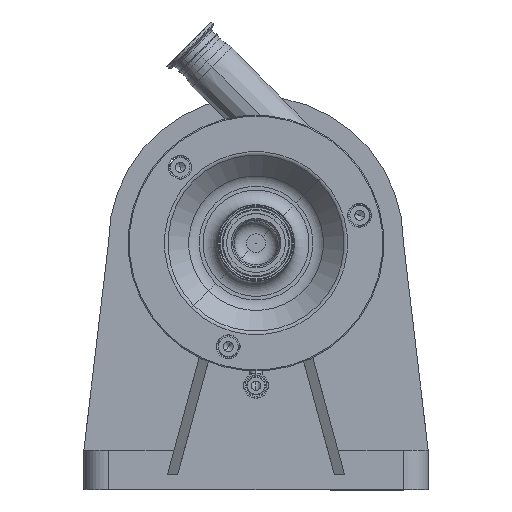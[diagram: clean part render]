
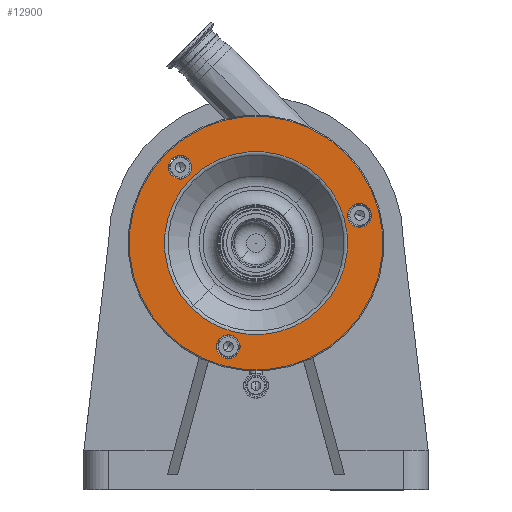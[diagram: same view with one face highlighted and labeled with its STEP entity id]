
A CAD part, top view. The second image highlights one B-rep face of the part: STEP entity #12900.
In plain terms, the highlighted planar face has unit normal (0, 0, 1).
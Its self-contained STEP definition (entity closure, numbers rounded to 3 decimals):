
#69 = AXIS2_PLACEMENT_3D ( 'NONE', #3419, #7899, #13831 ) ;
#224 = VERTEX_POINT ( 'NONE', #17565 ) ;
#261 = CIRCLE ( 'NONE', #17029, 12. ) ;
#413 = EDGE_CURVE ( 'NONE', #17776, #11095, #8141, .T. ) ;
#743 = CARTESIAN_POINT ( 'NONE',  ( 105.286, 278.211, 93.5 ) ) ;
#988 = EDGE_CURVE ( 'NONE', #8610, #14355, #9106, .T. ) ;
#1187 = CARTESIAN_POINT ( 'NONE',  ( -91.217, 341.217, 93.5 ) ) ;
#1908 = EDGE_CURVE ( 'NONE', #9914, #17242, #9157, .T. ) ;
#1975 = ORIENTED_EDGE ( 'NONE', *, *, #11887, .T. ) ;
#2276 = DIRECTION ( 'NONE',  ( 0., 0., -1. ) ) ;
#2497 = AXIS2_PLACEMENT_3D ( 'NONE', #1187, #2276, #8195 ) ;
#2759 = EDGE_LOOP ( 'NONE', ( #8914, #16278 ) ) ;
#2794 = CARTESIAN_POINT ( 'NONE',  ( 0., 250., 93.5 ) ) ;
#3173 = VERTEX_POINT ( 'NONE', #12021 ) ;
#3383 = DIRECTION ( 'NONE',  ( -0.707, -0.707, 0. ) ) ;
#3419 = CARTESIAN_POINT ( 'NONE',  ( -28.211, 144.714, 93.5 ) ) ;
#3603 = CARTESIAN_POINT ( 'NONE',  ( 113.771, 286.697, 93.5 ) ) ;
#3752 = ORIENTED_EDGE ( 'NONE', *, *, #14072, .T. ) ;
#3770 = AXIS2_PLACEMENT_3D ( 'NONE', #17107, #9731, #15650 ) ;
#3796 = CIRCLE ( 'NONE', #69, 12. ) ;
#3836 = EDGE_CURVE ( 'NONE', #3173, #224, #15368, .T. ) ;
#4043 = ORIENTED_EDGE ( 'NONE', *, *, #3836, .T. ) ;
#4120 = CARTESIAN_POINT ( 'NONE',  ( -28.211, 144.714, 93.5 ) ) ;
#4257 = DIRECTION ( 'NONE',  ( 0., 0., -1. ) ) ;
#4521 = CARTESIAN_POINT ( 'NONE',  ( -19.726, 153.199, 93.5 ) ) ;
#4929 = ORIENTED_EDGE ( 'NONE', *, *, #16101, .T. ) ;
#4989 = ORIENTED_EDGE ( 'NONE', *, *, #988, .T. ) ;
#6084 = EDGE_CURVE ( 'NONE', #17242, #9914, #261, .T. ) ;
#6605 = CARTESIAN_POINT ( 'NONE',  ( -77.075, 327.075, 93.5 ) ) ;
#6964 = CIRCLE ( 'NONE', #17200, 12. ) ;
#7033 = FACE_BOUND ( 'NONE', #7743, .T. ) ;
#7292 = CARTESIAN_POINT ( 'NONE',  ( 91.217, 341.217, 93.5 ) ) ;
#7660 = EDGE_LOOP ( 'NONE', ( #12982, #12836 ) ) ;
#7743 = EDGE_LOOP ( 'NONE', ( #3752, #4929 ) ) ;
#7899 = DIRECTION ( 'NONE',  ( 0., 0., -1. ) ) ;
#7926 = DIRECTION ( 'NONE',  ( 0., 0., -1. ) ) ;
#8007 = DIRECTION ( 'NONE',  ( 0., 0., -1. ) ) ;
#8141 = CIRCLE ( 'NONE', #16214, 129. ) ;
#8195 = DIRECTION ( 'NONE',  ( -0.707, -0.707, 0. ) ) ;
#8498 = DIRECTION ( 'NONE',  ( -0.707, -0.707, 0. ) ) ;
#8547 = AXIS2_PLACEMENT_3D ( 'NONE', #10891, #15139, #9225 ) ;
#8601 = FACE_BOUND ( 'NONE', #15354, .T. ) ;
#8610 = VERTEX_POINT ( 'NONE', #12944 ) ;
#8914 = ORIENTED_EDGE ( 'NONE', *, *, #18780, .F. ) ;
#9106 = CIRCLE ( 'NONE', #10045, 12. ) ;
#9151 = DIRECTION ( 'NONE',  ( 0., 0., -1. ) ) ;
#9157 = CIRCLE ( 'NONE', #13208, 12. ) ;
#9225 = DIRECTION ( 'NONE',  ( -0.707, -0.707, 0. ) ) ;
#9270 = EDGE_LOOP ( 'NONE', ( #13169, #4989 ) ) ;
#9338 = DIRECTION ( 'NONE',  ( -0.707, -0.707, 0. ) ) ;
#9519 = CARTESIAN_POINT ( 'NONE',  ( -91.217, 158.783, 93.5 ) ) ;
#9731 = DIRECTION ( 'NONE',  ( 0., 0., -1. ) ) ;
#9914 = VERTEX_POINT ( 'NONE', #16951 ) ;
#9961 = FACE_BOUND ( 'NONE', #7660, .T. ) ;
#10045 = AXIS2_PLACEMENT_3D ( 'NONE', #15303, #7926, #13856 ) ;
#10426 = AXIS2_PLACEMENT_3D ( 'NONE', #743, #16694, #3383 ) ;
#10891 = CARTESIAN_POINT ( 'NONE',  ( 0., 250., 93.5 ) ) ;
#11095 = VERTEX_POINT ( 'NONE', #9519 ) ;
#11245 = CIRCLE ( 'NONE', #3770, 129. ) ;
#11619 = DIRECTION ( 'NONE',  ( 0., 0., -1. ) ) ;
#11759 = VERTEX_POINT ( 'NONE', #4521 ) ;
#11887 = EDGE_CURVE ( 'NONE', #224, #3173, #12380, .T. ) ;
#12021 = CARTESIAN_POINT ( 'NONE',  ( 65.811, 315.811, 93.5 ) ) ;
#12380 = CIRCLE ( 'NONE', #18899, 93.071 ) ;
#12836 = ORIENTED_EDGE ( 'NONE', *, *, #1908, .T. ) ;
#12900 = ADVANCED_FACE ( 'NONE', ( #14219, #7033, #9961, #14127, #8601 ), #14525, .F. ) ;
#12944 = CARTESIAN_POINT ( 'NONE',  ( 96.801, 269.726, 93.5 ) ) ;
#12982 = ORIENTED_EDGE ( 'NONE', *, *, #6084, .T. ) ;
#13169 = ORIENTED_EDGE ( 'NONE', *, *, #13600, .T. ) ;
#13208 = AXIS2_PLACEMENT_3D ( 'NONE', #19223, #17879, #14858 ) ;
#13215 = CARTESIAN_POINT ( 'NONE',  ( -68.589, 335.56, 93.5 ) ) ;
#13600 = EDGE_CURVE ( 'NONE', #14355, #8610, #16919, .T. ) ;
#13831 = DIRECTION ( 'NONE',  ( -0.707, -0.707, 0. ) ) ;
#13856 = DIRECTION ( 'NONE',  ( -0.707, -0.707, 0. ) ) ;
#13931 = DIRECTION ( 'NONE',  ( -0.707, -0.707, 0. ) ) ;
#14072 = EDGE_CURVE ( 'NONE', #11759, #15225, #6964, .T. ) ;
#14127 = FACE_OUTER_BOUND ( 'NONE', #2759, .T. ) ;
#14219 = FACE_BOUND ( 'NONE', #9270, .T. ) ;
#14355 = VERTEX_POINT ( 'NONE', #3603 ) ;
#14525 = PLANE ( 'NONE',  #2497 ) ;
#14858 = DIRECTION ( 'NONE',  ( -0.707, -0.707, 0. ) ) ;
#15139 = DIRECTION ( 'NONE',  ( 0., 0., -1. ) ) ;
#15225 = VERTEX_POINT ( 'NONE', #17523 ) ;
#15303 = CARTESIAN_POINT ( 'NONE',  ( 105.286, 278.211, 93.5 ) ) ;
#15354 = EDGE_LOOP ( 'NONE', ( #1975, #4043 ) ) ;
#15368 = CIRCLE ( 'NONE', #8547, 93.071 ) ;
#15650 = DIRECTION ( 'NONE',  ( -0.707, -0.707, 0. ) ) ;
#16101 = EDGE_CURVE ( 'NONE', #15225, #11759, #3796, .T. ) ;
#16214 = AXIS2_PLACEMENT_3D ( 'NONE', #2794, #4257, #18830 ) ;
#16278 = ORIENTED_EDGE ( 'NONE', *, *, #413, .F. ) ;
#16646 = CARTESIAN_POINT ( 'NONE',  ( 0., 250., 93.5 ) ) ;
#16694 = DIRECTION ( 'NONE',  ( 0., 0., -1. ) ) ;
#16919 = CIRCLE ( 'NONE', #10426, 12. ) ;
#16951 = CARTESIAN_POINT ( 'NONE',  ( -85.56, 318.589, 93.5 ) ) ;
#17029 = AXIS2_PLACEMENT_3D ( 'NONE', #6605, #9151, #9338 ) ;
#17107 = CARTESIAN_POINT ( 'NONE',  ( 0., 250., 93.5 ) ) ;
#17200 = AXIS2_PLACEMENT_3D ( 'NONE', #4120, #11619, #8498 ) ;
#17242 = VERTEX_POINT ( 'NONE', #13215 ) ;
#17523 = CARTESIAN_POINT ( 'NONE',  ( -36.697, 136.229, 93.5 ) ) ;
#17565 = CARTESIAN_POINT ( 'NONE',  ( -65.811, 184.189, 93.5 ) ) ;
#17776 = VERTEX_POINT ( 'NONE', #7292 ) ;
#17879 = DIRECTION ( 'NONE',  ( 0., 0., -1. ) ) ;
#18780 = EDGE_CURVE ( 'NONE', #11095, #17776, #11245, .T. ) ;
#18830 = DIRECTION ( 'NONE',  ( -0.707, -0.707, 0. ) ) ;
#18899 = AXIS2_PLACEMENT_3D ( 'NONE', #16646, #8007, #13931 ) ;
#19223 = CARTESIAN_POINT ( 'NONE',  ( -77.075, 327.075, 93.5 ) ) ;
